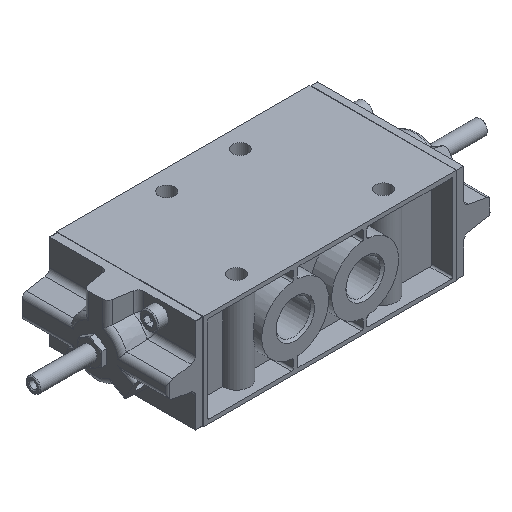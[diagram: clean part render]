
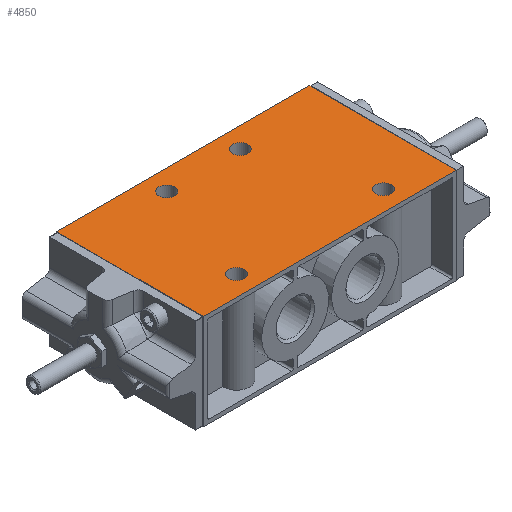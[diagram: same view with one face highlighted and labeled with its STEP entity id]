
A CAD part, isometric view. The second image highlights one B-rep face of the part: STEP entity #4850.
In plain terms, the highlighted planar face has unit normal (0, 0, 1).
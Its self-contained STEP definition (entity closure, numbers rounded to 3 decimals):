
#492=LINE('',#8163,#807);
#494=LINE('',#8171,#809);
#495=LINE('',#8173,#810);
#496=LINE('',#8175,#811);
#807=VECTOR('',#6255,1000.);
#809=VECTOR('',#6263,1000.);
#810=VECTOR('',#6264,1000.);
#811=VECTOR('',#6265,1000.);
#1401=ORIENTED_EDGE('',*,*,#2712,.T.);
#1402=ORIENTED_EDGE('',*,*,#2713,.T.);
#1403=ORIENTED_EDGE('',*,*,#2714,.F.);
#1404=ORIENTED_EDGE('',*,*,#2715,.T.);
#1405=ORIENTED_EDGE('',*,*,#2716,.T.);
#1406=ORIENTED_EDGE('',*,*,#2710,.T.);
#1407=ORIENTED_EDGE('',*,*,#2717,.T.);
#1408=ORIENTED_EDGE('',*,*,#2718,.T.);
#2710=EDGE_CURVE('',#3322,#3321,#492,.T.);
#2712=EDGE_CURVE('',#3323,#3323,#3643,.F.);
#2713=EDGE_CURVE('',#3324,#3324,#3644,.F.);
#2714=EDGE_CURVE('',#3325,#3321,#494,.T.);
#2715=EDGE_CURVE('',#3325,#3326,#495,.T.);
#2716=EDGE_CURVE('',#3326,#3322,#496,.T.);
#2717=EDGE_CURVE('',#3327,#3327,#3645,.F.);
#2718=EDGE_CURVE('',#3328,#3328,#3646,.F.);
#3321=VERTEX_POINT('',#8162);
#3322=VERTEX_POINT('',#8164);
#3323=VERTEX_POINT('',#8168);
#3324=VERTEX_POINT('',#8170);
#3325=VERTEX_POINT('',#8172);
#3326=VERTEX_POINT('',#8174);
#3327=VERTEX_POINT('',#8177);
#3328=VERTEX_POINT('',#8179);
#3643=CIRCLE('',#5306,4.25);
#3644=CIRCLE('',#5307,4.25);
#3645=CIRCLE('',#5308,4.25);
#3646=CIRCLE('',#5309,4.25);
#3885=EDGE_LOOP('',(#1401));
#3886=EDGE_LOOP('',(#1402));
#3887=EDGE_LOOP('',(#1403,#1404,#1405,#1406));
#3888=EDGE_LOOP('',(#1407));
#3889=EDGE_LOOP('',(#1408));
#4300=FACE_BOUND('',#3885,.T.);
#4301=FACE_BOUND('',#3886,.T.);
#4302=FACE_BOUND('',#3887,.T.);
#4303=FACE_BOUND('',#3888,.T.);
#4304=FACE_BOUND('',#3889,.T.);
#4656=PLANE('',#5305);
#4850=ADVANCED_FACE('',(#4300,#4301,#4302,#4303,#4304),#4656,.T.);
#5305=AXIS2_PLACEMENT_3D('',#8166,#6257,#6258);
#5306=AXIS2_PLACEMENT_3D('',#8167,#6259,#6260);
#5307=AXIS2_PLACEMENT_3D('',#8169,#6261,#6262);
#5308=AXIS2_PLACEMENT_3D('',#8176,#6266,#6267);
#5309=AXIS2_PLACEMENT_3D('',#8178,#6268,#6269);
#6255=DIRECTION('',(-1.,0.,0.));
#6257=DIRECTION('',(0.,0.,1.));
#6258=DIRECTION('',(1.,0.,0.));
#6259=DIRECTION('',(0.,0.,1.));
#6260=DIRECTION('',(1.,0.,0.));
#6261=DIRECTION('',(0.,0.,1.));
#6262=DIRECTION('',(1.,0.,0.));
#6263=DIRECTION('',(0.,1.,0.));
#6264=DIRECTION('',(1.,0.,0.));
#6265=DIRECTION('',(0.,1.,0.));
#6266=DIRECTION('',(0.,0.,1.));
#6267=DIRECTION('',(1.,0.,0.));
#6268=DIRECTION('',(0.,0.,1.));
#6269=DIRECTION('',(1.,0.,0.));
#8162=CARTESIAN_POINT('',(-69.,80.,26.));
#8163=CARTESIAN_POINT('',(88.,80.,26.));
#8164=CARTESIAN_POINT('',(69.,80.,26.));
#8166=CARTESIAN_POINT('',(-86.5,1.653,26.));
#8167=CARTESIAN_POINT('',(-20.,69.,26.));
#8168=CARTESIAN_POINT('',(-15.75,69.,26.));
#8169=CARTESIAN_POINT('',(20.,69.,26.));
#8170=CARTESIAN_POINT('',(24.25,69.,26.));
#8171=CARTESIAN_POINT('',(-69.,1.653,26.));
#8172=CARTESIAN_POINT('',(-69.,0.,26.));
#8173=CARTESIAN_POINT('',(-69.,0.,26.));
#8174=CARTESIAN_POINT('',(69.,0.,26.));
#8175=CARTESIAN_POINT('',(69.,1.653,26.));
#8176=CARTESIAN_POINT('',(40.,11.,26.));
#8177=CARTESIAN_POINT('',(44.25,11.,26.));
#8178=CARTESIAN_POINT('',(-40.,11.,26.));
#8179=CARTESIAN_POINT('',(-35.75,11.,26.));
